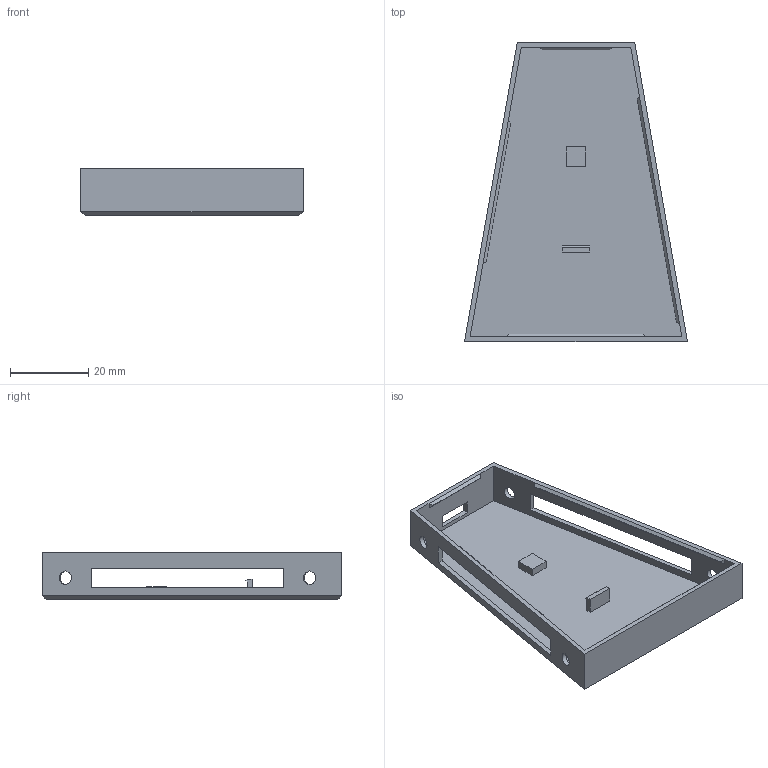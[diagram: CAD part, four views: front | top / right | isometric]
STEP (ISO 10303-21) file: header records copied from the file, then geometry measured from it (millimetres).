
FILE_DESCRIPTION(('FreeCAD Model'),'2;1');
FILE_NAME('Open CASCADE Shape Model','2023-11-02T17:58:17',(''),(''), 'Open CASCADE STEP processor 7.7','FreeCAD','Unknown');
FILE_SCHEMA(('AUTOMOTIVE_DESIGN { 1 0 10303 214 1 1 1 1 }'));
Length unit declared in the file: millimetre
Products named in the file (1): CentreBox
Bounding box: 56.97 x 76.47 x 12 mm (x, y, z)
Volume: 6432 mm3; surface area: 11340.1 mm2
Topology: 1 solids, 1 shells, 71 faces, 186 edges, 120 vertices
Faces by surface type: plane 51, bspline 16, cylinder 4
Entity records: 2166 total; most frequent: CARTESIAN_POINT 442, ORIENTED_EDGE 372, DIRECTION 290, EDGE_CURVE 186, LINE 162, VECTOR 162, VERTEX_POINT 120, FACE_BOUND 88
